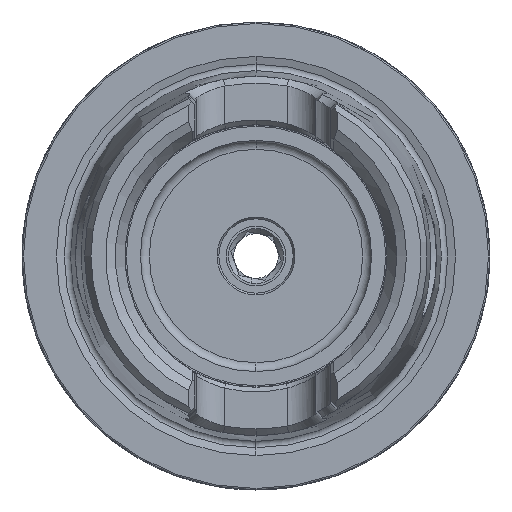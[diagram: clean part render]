
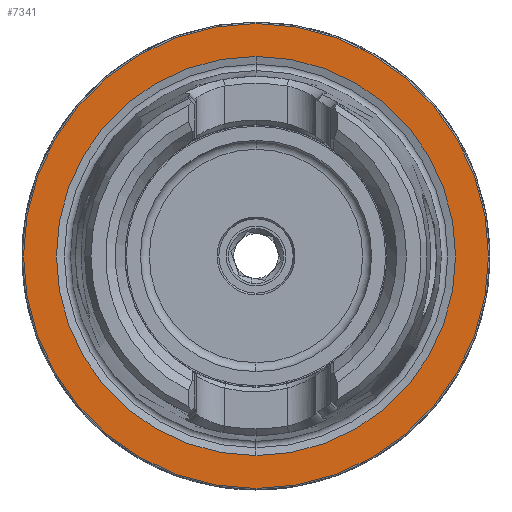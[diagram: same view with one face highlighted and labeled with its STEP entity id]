
A CAD part, left-side view. The second image highlights one B-rep face of the part: STEP entity #7341.
In plain terms, the highlighted planar face has unit normal (-1, 0, 0).
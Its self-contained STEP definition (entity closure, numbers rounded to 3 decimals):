
#10 = DIRECTION ( 'NONE',  ( 0., 0., 1. ) ) ;
#1336 = AXIS2_PLACEMENT_3D ( 'NONE', #9056, #3960, #9928 ) ;
#2414 = ORIENTED_EDGE ( 'NONE', *, *, #6065, .T. ) ;
#2915 = PLANE ( 'NONE',  #3522 ) ;
#3157 = CARTESIAN_POINT ( 'NONE',  ( 0., 0., -31.275 ) ) ;
#3220 = CIRCLE ( 'NONE', #4435, 31.275 ) ;
#3240 = DIRECTION ( 'NONE',  ( -1., 0., 0. ) ) ;
#3522 = AXIS2_PLACEMENT_3D ( 'NONE', #6315, #8885, #3790 ) ;
#3632 = DIRECTION ( 'NONE',  ( -1., 0., 0. ) ) ;
#3790 = DIRECTION ( 'NONE',  ( 0., 0., -1. ) ) ;
#3855 = ORIENTED_EDGE ( 'NONE', *, *, #9676, .F. ) ;
#3960 = DIRECTION ( 'NONE',  ( -1., 0., 0. ) ) ;
#4435 = AXIS2_PLACEMENT_3D ( 'NONE', #8721, #3632, #9587 ) ;
#4568 = CARTESIAN_POINT ( 'NONE',  ( 0., 0., -26.85 ) ) ;
#4572 = AXIS2_PLACEMENT_3D ( 'NONE', #8338, #3240, #9193 ) ;
#4793 = VERTEX_POINT ( 'NONE', #4568 ) ;
#5049 = ORIENTED_EDGE ( 'NONE', *, *, #5248, .T. ) ;
#5204 = DIRECTION ( 'NONE',  ( -1., 0., 0. ) ) ;
#5248 = EDGE_CURVE ( 'NONE', #8560, #8199, #3220, .T. ) ;
#5400 = EDGE_CURVE ( 'NONE', #7598, #4793, #10985, .T. ) ;
#6043 = CIRCLE ( 'NONE', #6455, 26.85 ) ;
#6065 = EDGE_CURVE ( 'NONE', #8199, #8560, #10293, .T. ) ;
#6315 = CARTESIAN_POINT ( 'NONE',  ( 0., 31.275, 0. ) ) ;
#6455 = AXIS2_PLACEMENT_3D ( 'NONE', #10342, #5204, #10 ) ;
#6481 = FACE_BOUND ( 'NONE', #10146, .T. ) ;
#7341 = ADVANCED_FACE ( 'NONE', ( #6481, #8214 ), #2915, .F. ) ;
#7358 = EDGE_LOOP ( 'NONE', ( #2414, #5049 ) ) ;
#7598 = VERTEX_POINT ( 'NONE', #8391 ) ;
#8199 = VERTEX_POINT ( 'NONE', #10039 ) ;
#8214 = FACE_OUTER_BOUND ( 'NONE', #7358, .T. ) ;
#8338 = CARTESIAN_POINT ( 'NONE',  ( 0., 0., 0. ) ) ;
#8391 = CARTESIAN_POINT ( 'NONE',  ( 0., 0., 26.85 ) ) ;
#8560 = VERTEX_POINT ( 'NONE', #3157 ) ;
#8721 = CARTESIAN_POINT ( 'NONE',  ( 0., 0., 0. ) ) ;
#8885 = DIRECTION ( 'NONE',  ( 1., 0., 0. ) ) ;
#9056 = CARTESIAN_POINT ( 'NONE',  ( 0., 0., 0. ) ) ;
#9193 = DIRECTION ( 'NONE',  ( 0., 0., 1. ) ) ;
#9587 = DIRECTION ( 'NONE',  ( 0., 0., 1. ) ) ;
#9676 = EDGE_CURVE ( 'NONE', #4793, #7598, #6043, .T. ) ;
#9928 = DIRECTION ( 'NONE',  ( 0., 0., 1. ) ) ;
#10039 = CARTESIAN_POINT ( 'NONE',  ( 0., 0., 31.275 ) ) ;
#10146 = EDGE_LOOP ( 'NONE', ( #10286, #3855 ) ) ;
#10286 = ORIENTED_EDGE ( 'NONE', *, *, #5400, .F. ) ;
#10293 = CIRCLE ( 'NONE', #4572, 31.275 ) ;
#10342 = CARTESIAN_POINT ( 'NONE',  ( 0., 0., 0. ) ) ;
#10985 = CIRCLE ( 'NONE', #1336, 26.85 ) ;
